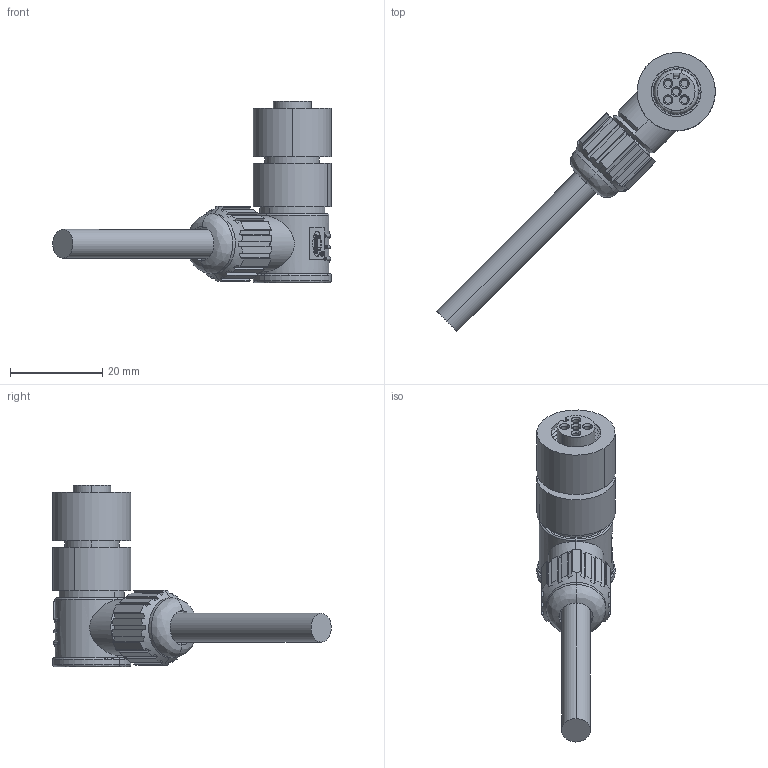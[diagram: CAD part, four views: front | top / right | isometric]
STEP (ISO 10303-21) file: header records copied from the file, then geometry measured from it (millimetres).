
FILE_DESCRIPTION (( 'STEP AP203' ), '1' );
FILE_NAME ('P152.STEP', '2020-05-12T06:15:57', ( 'edpusr' ), ( 'Microsoft' ), 'SwSTEP 2.0', 'SolidWorks 2015', '' );
FILE_SCHEMA (( 'CONFIG_CONTROL_DESIGN' ));
Length unit declared in the file: millimetre
Products named in the file (1): P152
Bounding box: 60.56 x 60.56 x 39.5 mm (x, y, z)
Volume: 11201.9 mm3; surface area: 7383.5 mm2
Topology: 1 solids, 5 shells, 571 faces, 1616 edges, 1091 vertices
Faces by surface type: plane 248, bspline 190, cylinder 81, cone 40, torus 12
Entity records: 27945 total; most frequent: CARTESIAN_POINT 14793, ORIENTED_EDGE 3232, DIRECTION 1881, EDGE_CURVE 1616, VERTEX_POINT 1091, VECTOR 709, LINE 709, B_SPLINE_CURVE_WITH_KNOTS 687
